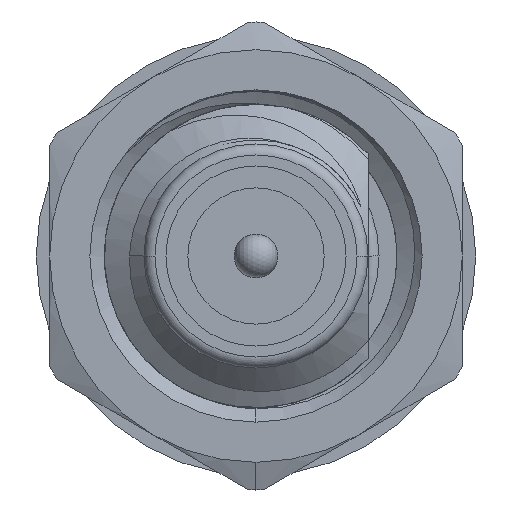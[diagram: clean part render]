
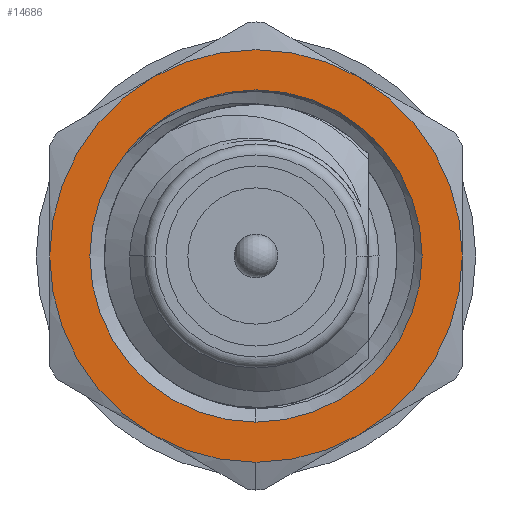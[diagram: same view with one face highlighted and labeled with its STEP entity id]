
A CAD part, left-side view. The second image highlights one B-rep face of the part: STEP entity #14686.
In plain terms, the highlighted planar face has unit normal (-1, 0, 0).
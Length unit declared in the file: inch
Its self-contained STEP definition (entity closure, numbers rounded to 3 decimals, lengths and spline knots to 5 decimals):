
#146 = VERTEX_POINT ( 'NONE', #6871 ) ;
#205 = CIRCLE ( 'NONE', #9569, 0.0939 ) ;
#316 = CARTESIAN_POINT ( 'NONE',  ( 0.174, 0., 0. ) ) ;
#617 = CARTESIAN_POINT ( 'NONE',  ( 0.174, -0.04695, -0.08132 ) ) ;
#704 = ORIENTED_EDGE ( 'NONE', *, *, #11666, .T. ) ;
#786 = ORIENTED_EDGE ( 'NONE', *, *, #7708, .T. ) ;
#1061 = DIRECTION ( 'NONE',  ( -1., 0., 0. ) ) ;
#1137 = AXIS2_PLACEMENT_3D ( 'NONE', #6648, #5634, #9129 ) ;
#1157 = EDGE_LOOP ( 'NONE', ( #5326, #8422 ) ) ;
#1169 = CIRCLE ( 'NONE', #12693, 0.0939 ) ;
#1320 = CARTESIAN_POINT ( 'NONE',  ( 0.174, 0., 0. ) ) ;
#1352 = ORIENTED_EDGE ( 'NONE', *, *, #1689, .F. ) ;
#1387 = CIRCLE ( 'NONE', #9867, 0.0939 ) ;
#1502 = DIRECTION ( 'NONE',  ( 1., 0., 0. ) ) ;
#1564 = ORIENTED_EDGE ( 'NONE', *, *, #3981, .T. ) ;
#1689 = EDGE_CURVE ( 'NONE', #12837, #6174, #2339, .T. ) ;
#1807 = DIRECTION ( 'NONE',  ( 0., 0., -1. ) ) ;
#2159 = ORIENTED_EDGE ( 'NONE', *, *, #7435, .T. ) ;
#2171 = AXIS2_PLACEMENT_3D ( 'NONE', #4559, #3456, #9446 ) ;
#2244 = DIRECTION ( 'NONE',  ( 0., 0., -1. ) ) ;
#2339 = CIRCLE ( 'NONE', #1137, 0.0939 ) ;
#2496 = DIRECTION ( 'NONE',  ( 0., 0., -1. ) ) ;
#2682 = DIRECTION ( 'NONE',  ( -1., 0., 0. ) ) ;
#2825 = FACE_OUTER_BOUND ( 'NONE', #5939, .T. ) ;
#2831 = CIRCLE ( 'NONE', #10861, 0.0939 ) ;
#2948 = ORIENTED_EDGE ( 'NONE', *, *, #11195, .T. ) ;
#3322 = DIRECTION ( 'NONE',  ( 1., 0., 0. ) ) ;
#3456 = DIRECTION ( 'NONE',  ( -1., 0., 0. ) ) ;
#3682 = CARTESIAN_POINT ( 'NONE',  ( 0.174, 0.0939, 0. ) ) ;
#3897 = CIRCLE ( 'NONE', #2171, 0.0939 ) ;
#3940 = AXIS2_PLACEMENT_3D ( 'NONE', #10586, #10530, #2496 ) ;
#3981 = EDGE_CURVE ( 'NONE', #12837, #146, #1387, .T. ) ;
#4014 = CARTESIAN_POINT ( 'NONE',  ( 0.174, 0.04695, -0.08132 ) ) ;
#4020 = DIRECTION ( 'NONE',  ( -1., 0., 0. ) ) ;
#4559 = CARTESIAN_POINT ( 'NONE',  ( 0.174, 0., 0. ) ) ;
#4612 = CARTESIAN_POINT ( 'NONE',  ( 0.174, 0., 0. ) ) ;
#5069 = CARTESIAN_POINT ( 'NONE',  ( 0.174, 0., 0. ) ) ;
#5262 = CARTESIAN_POINT ( 'NONE',  ( 0.174, 0., 0.07561 ) ) ;
#5326 = ORIENTED_EDGE ( 'NONE', *, *, #14000, .T. ) ;
#5634 = DIRECTION ( 'NONE',  ( 1., 0., 0. ) ) ;
#5721 = EDGE_CURVE ( 'NONE', #14554, #9923, #2831, .T. ) ;
#5939 = EDGE_LOOP ( 'NONE', ( #1564, #786, #2159, #6698, #704, #2948, #1352 ) ) ;
#6174 = VERTEX_POINT ( 'NONE', #3682 ) ;
#6648 = CARTESIAN_POINT ( 'NONE',  ( 0.174, 0., 0. ) ) ;
#6698 = ORIENTED_EDGE ( 'NONE', *, *, #5721, .T. ) ;
#6871 = CARTESIAN_POINT ( 'NONE',  ( 0.174, 0., -0.0939 ) ) ;
#7166 = CARTESIAN_POINT ( 'NONE',  ( 0.174, -0.0939, 0. ) ) ;
#7435 = EDGE_CURVE ( 'NONE', #13085, #14554, #13942, .T. ) ;
#7668 = CARTESIAN_POINT ( 'NONE',  ( 0.174, 0., 0. ) ) ;
#7708 = EDGE_CURVE ( 'NONE', #146, #13085, #1169, .T. ) ;
#7714 = VERTEX_POINT ( 'NONE', #10138 ) ;
#7821 = CIRCLE ( 'NONE', #3940, 0.07561 ) ;
#7970 = DIRECTION ( 'NONE',  ( 0., 0., -1. ) ) ;
#8422 = ORIENTED_EDGE ( 'NONE', *, *, #14250, .T. ) ;
#8754 = DIRECTION ( 'NONE',  ( -1., 0., 0. ) ) ;
#8787 = CARTESIAN_POINT ( 'NONE',  ( 0.174, 0., 0. ) ) ;
#8788 = CARTESIAN_POINT ( 'NONE',  ( 0.174, -0.04695, 0.08132 ) ) ;
#8885 = AXIS2_PLACEMENT_3D ( 'NONE', #4612, #3322, #2244 ) ;
#8915 = DIRECTION ( 'NONE',  ( 0., 0., -1. ) ) ;
#8928 = CIRCLE ( 'NONE', #8885, 0.07561 ) ;
#9129 = DIRECTION ( 'NONE',  ( 0., 0., -1. ) ) ;
#9274 = AXIS2_PLACEMENT_3D ( 'NONE', #316, #2682, #12127 ) ;
#9446 = DIRECTION ( 'NONE',  ( 0., 0., -1. ) ) ;
#9569 = AXIS2_PLACEMENT_3D ( 'NONE', #1320, #1061, #7970 ) ;
#9867 = AXIS2_PLACEMENT_3D ( 'NONE', #7668, #8754, #1807 ) ;
#9923 = VERTEX_POINT ( 'NONE', #8788 ) ;
#10012 = CARTESIAN_POINT ( 'NONE',  ( 0.174, 0., 0. ) ) ;
#10138 = CARTESIAN_POINT ( 'NONE',  ( 0.174, 0., -0.07561 ) ) ;
#10415 = FACE_BOUND ( 'NONE', #1157, .T. ) ;
#10530 = DIRECTION ( 'NONE',  ( 1., 0., 0. ) ) ;
#10586 = CARTESIAN_POINT ( 'NONE',  ( 0.174, 0., 0. ) ) ;
#10847 = PLANE ( 'NONE',  #13789 ) ;
#10861 = AXIS2_PLACEMENT_3D ( 'NONE', #10012, #4020, #8915 ) ;
#10954 = DIRECTION ( 'NONE',  ( 0., 0., -1. ) ) ;
#11195 = EDGE_CURVE ( 'NONE', #14271, #6174, #3897, .T. ) ;
#11666 = EDGE_CURVE ( 'NONE', #9923, #14271, #205, .T. ) ;
#12127 = DIRECTION ( 'NONE',  ( 0., 0., -1. ) ) ;
#12370 = DIRECTION ( 'NONE',  ( 0., 0., -1. ) ) ;
#12693 = AXIS2_PLACEMENT_3D ( 'NONE', #8787, #13673, #12370 ) ;
#12837 = VERTEX_POINT ( 'NONE', #4014 ) ;
#13085 = VERTEX_POINT ( 'NONE', #617 ) ;
#13088 = VERTEX_POINT ( 'NONE', #5262 ) ;
#13094 = CARTESIAN_POINT ( 'NONE',  ( 0.174, 0.04695, 0.08132 ) ) ;
#13673 = DIRECTION ( 'NONE',  ( -1., 0., 0. ) ) ;
#13789 = AXIS2_PLACEMENT_3D ( 'NONE', #5069, #1502, #10954 ) ;
#13942 = CIRCLE ( 'NONE', #9274, 0.0939 ) ;
#14000 = EDGE_CURVE ( 'NONE', #13088, #7714, #8928, .T. ) ;
#14250 = EDGE_CURVE ( 'NONE', #7714, #13088, #7821, .T. ) ;
#14271 = VERTEX_POINT ( 'NONE', #13094 ) ;
#14554 = VERTEX_POINT ( 'NONE', #7166 ) ;
#14686 = ADVANCED_FACE ( 'NONE', ( #10415, #2825 ), #10847, .F. ) ;
